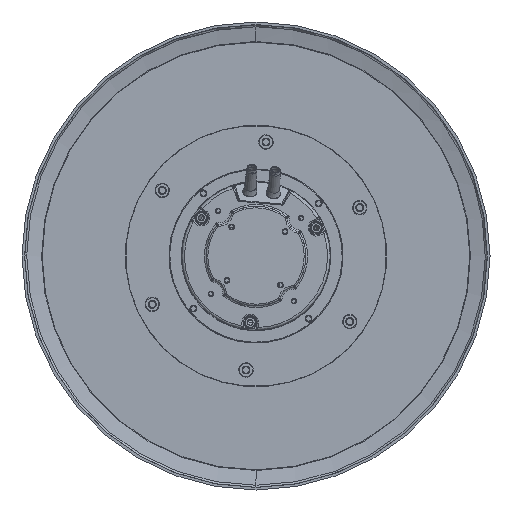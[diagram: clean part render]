
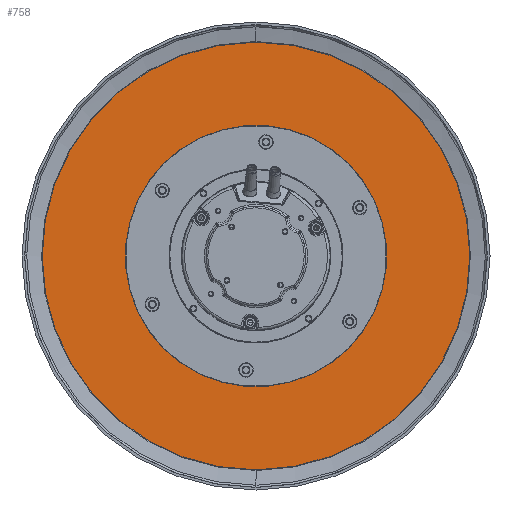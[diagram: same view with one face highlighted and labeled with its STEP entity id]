
A CAD part, front view. The second image highlights one B-rep face of the part: STEP entity #758.
In plain terms, the highlighted planar face has unit normal (0, -1, 0).
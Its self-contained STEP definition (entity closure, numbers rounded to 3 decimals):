
#1=CARTESIAN_POINT('',(0.,-2.,0.));
#2=DIRECTION('',(0.,1.,0.));
#3=DIRECTION('',(0.,0.,1.));
#4=AXIS2_PLACEMENT_3D('',#1,#2,#3);
#6=CARTESIAN_POINT('',(0.,-2.,0.));
#7=DIRECTION('',(0.,1.,0.));
#8=DIRECTION('',(0.,0.,-1.));
#9=AXIS2_PLACEMENT_3D('',#6,#7,#8);
#11=CARTESIAN_POINT('',(0.,-2.,0.));
#12=DIRECTION('',(0.,-1.,0.));
#13=DIRECTION('',(0.,0.,-1.));
#14=AXIS2_PLACEMENT_3D('',#11,#12,#13);
#16=CARTESIAN_POINT('',(0.,-2.,0.));
#17=DIRECTION('',(0.,-1.,0.));
#18=DIRECTION('',(0.,0.,1.));
#19=AXIS2_PLACEMENT_3D('',#16,#17,#18);
#21=CARTESIAN_POINT('',(79.302,-2.,36.979));
#22=DIRECTION('',(0.,-1.,0.));
#23=DIRECTION('',(0.,0.,-1.));
#24=AXIS2_PLACEMENT_3D('',#21,#22,#23);
#26=CARTESIAN_POINT('',(79.302,-2.,36.979));
#27=DIRECTION('',(0.,-1.,0.));
#28=DIRECTION('',(0.,0.,1.));
#29=AXIS2_PLACEMENT_3D('',#26,#27,#28);
#31=CARTESIAN_POINT('',(71.676,-2.,-50.188));
#32=DIRECTION('',(0.,-1.,0.));
#33=DIRECTION('',(-0.866,0.,-0.5));
#34=AXIS2_PLACEMENT_3D('',#31,#32,#33);
#36=CARTESIAN_POINT('',(71.676,-2.,-50.188));
#37=DIRECTION('',(0.,-1.,0.));
#38=DIRECTION('',(0.866,0.,0.5));
#39=AXIS2_PLACEMENT_3D('',#36,#37,#38);
#41=CARTESIAN_POINT('',(-7.626,-2.,-87.167));
#42=DIRECTION('',(0.,-1.,0.));
#43=DIRECTION('',(-0.866,0.,0.5));
#44=AXIS2_PLACEMENT_3D('',#41,#42,#43);
#46=CARTESIAN_POINT('',(-7.626,-2.,-87.167));
#47=DIRECTION('',(0.,-1.,0.));
#48=DIRECTION('',(0.866,0.,-0.5));
#49=AXIS2_PLACEMENT_3D('',#46,#47,#48);
#51=CARTESIAN_POINT('',(-79.302,-2.,-36.979));
#52=DIRECTION('',(0.,-1.,0.));
#53=DIRECTION('',(0.,0.,1.));
#54=AXIS2_PLACEMENT_3D('',#51,#52,#53);
#56=CARTESIAN_POINT('',(-79.302,-2.,-36.979));
#57=DIRECTION('',(0.,-1.,0.));
#58=DIRECTION('',(0.,0.,-1.));
#59=AXIS2_PLACEMENT_3D('',#56,#57,#58);
#61=CARTESIAN_POINT('',(-71.676,-2.,50.188));
#62=DIRECTION('',(0.,-1.,0.));
#63=DIRECTION('',(0.866,0.,0.5));
#64=AXIS2_PLACEMENT_3D('',#61,#62,#63);
#66=CARTESIAN_POINT('',(-71.676,-2.,50.188));
#67=DIRECTION('',(0.,-1.,0.));
#68=DIRECTION('',(-0.866,0.,-0.5));
#69=AXIS2_PLACEMENT_3D('',#66,#67,#68);
#71=CARTESIAN_POINT('',(7.626,-2.,87.167));
#72=DIRECTION('',(0.,-1.,0.));
#73=DIRECTION('',(0.866,0.,-0.5));
#74=AXIS2_PLACEMENT_3D('',#71,#72,#73);
#76=CARTESIAN_POINT('',(7.626,-2.,87.167));
#77=DIRECTION('',(0.,-1.,0.));
#78=DIRECTION('',(-0.866,0.,0.5));
#79=AXIS2_PLACEMENT_3D('',#76,#77,#78);
#81=CARTESIAN_POINT('',(0.,-2.,0.));
#82=DIRECTION('',(0.,-1.,0.));
#83=DIRECTION('',(0.,0.,-1.));
#84=AXIS2_PLACEMENT_3D('',#81,#82,#83);
#101=CARTESIAN_POINT('',(0.,-2.,0.));
#102=DIRECTION('',(0.,-1.,0.));
#103=DIRECTION('',(0.,0.,1.));
#104=AXIS2_PLACEMENT_3D('',#101,#102,#103);
#549=CARTESIAN_POINT('',(0.,-2.,163.562));
#550=CARTESIAN_POINT('',(1.063,-2.,-163.558));
#551=VERTEX_POINT('',#549);
#552=VERTEX_POINT('',#550);
#553=CARTESIAN_POINT('',(0.,-2.,-163.562));
#554=VERTEX_POINT('',#553);
#555=CARTESIAN_POINT('',(-1.063,-2.,163.558));
#556=VERTEX_POINT('',#555);
#557=CARTESIAN_POINT('',(0.,-2.,-79.));
#558=CARTESIAN_POINT('',(0.,-2.,79.));
#559=VERTEX_POINT('',#557);
#560=VERTEX_POINT('',#558);
#561=CARTESIAN_POINT('',(79.302,-2.,33.779));
#562=CARTESIAN_POINT('',(79.302,-2.,40.179));
#563=VERTEX_POINT('',#561);
#564=VERTEX_POINT('',#562);
#565=CARTESIAN_POINT('',(68.905,-2.,-51.788));
#566=CARTESIAN_POINT('',(74.447,-2.,-48.588));
#567=VERTEX_POINT('',#565);
#568=VERTEX_POINT('',#566);
#569=CARTESIAN_POINT('',(-10.397,-2.,-85.567));
#570=CARTESIAN_POINT('',(-4.855,-2.,-88.767));
#571=VERTEX_POINT('',#569);
#572=VERTEX_POINT('',#570);
#573=CARTESIAN_POINT('',(-79.302,-2.,-33.779));
#574=CARTESIAN_POINT('',(-79.302,-2.,-40.179));
#575=VERTEX_POINT('',#573);
#576=VERTEX_POINT('',#574);
#577=CARTESIAN_POINT('',(-68.905,-2.,51.788));
#578=CARTESIAN_POINT('',(-74.447,-2.,48.588));
#579=VERTEX_POINT('',#577);
#580=VERTEX_POINT('',#578);
#581=CARTESIAN_POINT('',(10.397,-2.,85.567));
#582=CARTESIAN_POINT('',(4.855,-2.,88.767));
#583=VERTEX_POINT('',#581);
#584=VERTEX_POINT('',#582);
#701=CARTESIAN_POINT('',(0.,-2.,0.));
#702=DIRECTION('',(0.,1.,0.));
#703=DIRECTION('',(1.,0.,0.));
#704=AXIS2_PLACEMENT_3D('',#701,#702,#703);
#705=PLANE('',#704);
#707=ORIENTED_EDGE('',*,*,#706,.T.);
#709=ORIENTED_EDGE('',*,*,#708,.F.);
#711=ORIENTED_EDGE('',*,*,#710,.T.);
#713=ORIENTED_EDGE('',*,*,#712,.F.);
#714=EDGE_LOOP('',(#707,#709,#711,#713));
#715=FACE_OUTER_BOUND('',#714,.F.);
#717=ORIENTED_EDGE('',*,*,#716,.T.);
#719=ORIENTED_EDGE('',*,*,#718,.T.);
#720=EDGE_LOOP('',(#717,#719));
#721=FACE_BOUND('',#720,.F.);
#723=ORIENTED_EDGE('',*,*,#722,.T.);
#725=ORIENTED_EDGE('',*,*,#724,.T.);
#726=EDGE_LOOP('',(#723,#725));
#727=FACE_BOUND('',#726,.F.);
#729=ORIENTED_EDGE('',*,*,#728,.T.);
#731=ORIENTED_EDGE('',*,*,#730,.T.);
#732=EDGE_LOOP('',(#729,#731));
#733=FACE_BOUND('',#732,.F.);
#735=ORIENTED_EDGE('',*,*,#734,.T.);
#737=ORIENTED_EDGE('',*,*,#736,.T.);
#738=EDGE_LOOP('',(#735,#737));
#739=FACE_BOUND('',#738,.F.);
#741=ORIENTED_EDGE('',*,*,#740,.T.);
#743=ORIENTED_EDGE('',*,*,#742,.T.);
#744=EDGE_LOOP('',(#741,#743));
#745=FACE_BOUND('',#744,.F.);
#747=ORIENTED_EDGE('',*,*,#746,.T.);
#749=ORIENTED_EDGE('',*,*,#748,.T.);
#750=EDGE_LOOP('',(#747,#749));
#751=FACE_BOUND('',#750,.F.);
#753=ORIENTED_EDGE('',*,*,#752,.T.);
#755=ORIENTED_EDGE('',*,*,#754,.T.);
#756=EDGE_LOOP('',(#753,#755));
#757=FACE_BOUND('',#756,.F.);
#758=ADVANCED_FACE('',(#715,#721,#727,#733,#739,#745,#751,#757),#705,.F.);
#5=CIRCLE('',#4,163.562);
#10=CIRCLE('',#9,163.562);
#15=CIRCLE('',#14,79.);
#20=CIRCLE('',#19,79.);
#25=CIRCLE('',#24,3.2);
#30=CIRCLE('',#29,3.2);
#35=CIRCLE('',#34,3.2);
#40=CIRCLE('',#39,3.2);
#45=CIRCLE('',#44,3.2);
#50=CIRCLE('',#49,3.2);
#55=CIRCLE('',#54,3.2);
#60=CIRCLE('',#59,3.2);
#65=CIRCLE('',#64,3.2);
#70=CIRCLE('',#69,3.2);
#75=CIRCLE('',#74,3.2);
#80=CIRCLE('',#79,3.2);
#85=CIRCLE('',#84,163.562);
#105=CIRCLE('',#104,163.562);
#706=EDGE_CURVE('',#551,#552,#5,.T.);
#708=EDGE_CURVE('',#554,#552,#85,.T.);
#710=EDGE_CURVE('',#554,#556,#10,.T.);
#712=EDGE_CURVE('',#551,#556,#105,.T.);
#716=EDGE_CURVE('',#559,#560,#15,.T.);
#718=EDGE_CURVE('',#560,#559,#20,.T.);
#722=EDGE_CURVE('',#563,#564,#25,.T.);
#724=EDGE_CURVE('',#564,#563,#30,.T.);
#728=EDGE_CURVE('',#567,#568,#35,.T.);
#730=EDGE_CURVE('',#568,#567,#40,.T.);
#734=EDGE_CURVE('',#571,#572,#45,.T.);
#736=EDGE_CURVE('',#572,#571,#50,.T.);
#740=EDGE_CURVE('',#575,#576,#55,.T.);
#742=EDGE_CURVE('',#576,#575,#60,.T.);
#746=EDGE_CURVE('',#579,#580,#65,.T.);
#748=EDGE_CURVE('',#580,#579,#70,.T.);
#752=EDGE_CURVE('',#583,#584,#75,.T.);
#754=EDGE_CURVE('',#584,#583,#80,.T.);
